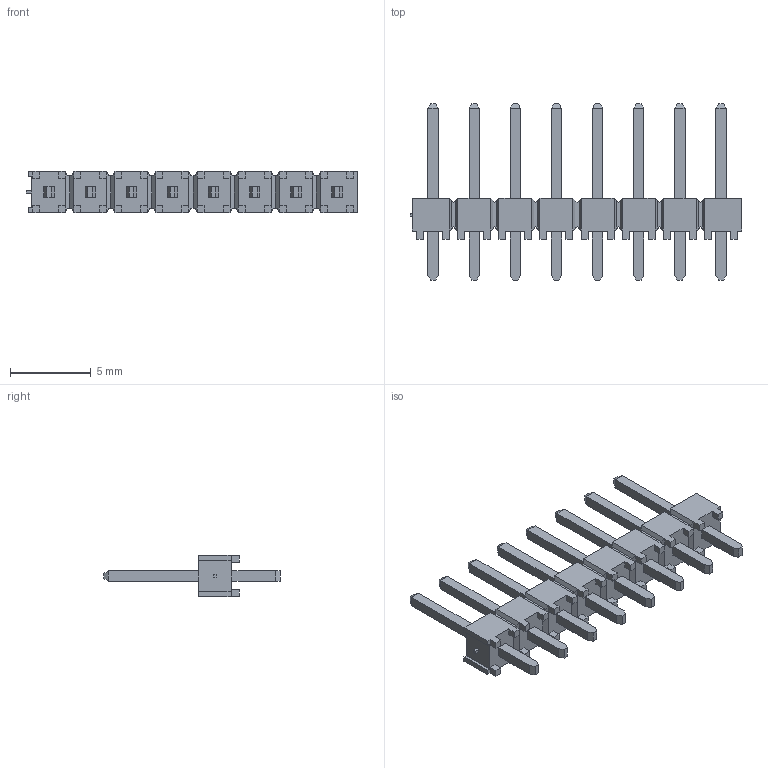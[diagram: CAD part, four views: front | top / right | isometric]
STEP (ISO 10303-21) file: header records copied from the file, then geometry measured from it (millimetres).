
FILE_DESCRIPTION(/* description */ ('STEP AP214'),/* implementation_level */ '2;1');
FILE_NAME(/* name */ 'TSW-108-07-T-S',/* time_stamp */ '2023-05-31T12:14:45+02:00',/* author */ ('License CC BY-ND 4.0'),/* organization */ ('CADENAS'),/* preprocessor_version */ 'ST-DEVELOPER v19.3',/* originating_system */ 'PARTsolutions',/* authorisation */ ' ');
FILE_SCHEMA (('AUTOMOTIVE_DESIGN {1 0 10303 214 3 1 1}'));
Length unit declared in the file: inch
Products named in the file (3): TSW-108-07-T-S; T-1S6-07-TSW-1-07-8-S; TSW-108-07-T-S_body
Assembly tree (2 placements, depth 2):
  TSW-108-07-T-S
    T-1S6-07-TSW-1-07-8-S
    TSW-108-07-T-S_body
Bounding box: 20.45 x 10.92 x 2.54 mm (x, y, z)
Volume: 132.1 mm3; surface area: 521.3 mm2
Topology: 2 solids, 2 shells, 407 faces, 1042 edges, 656 vertices
Faces by surface type: plane 407
Entity records: 12018 total; most frequent: CARTESIAN_POINT 2108, ORIENTED_EDGE 2084, DIRECTION 1862, EDGE_CURVE 1042, LINE 1042, VECTOR 1042, VERTEX_POINT 656, EDGE_LOOP 440
